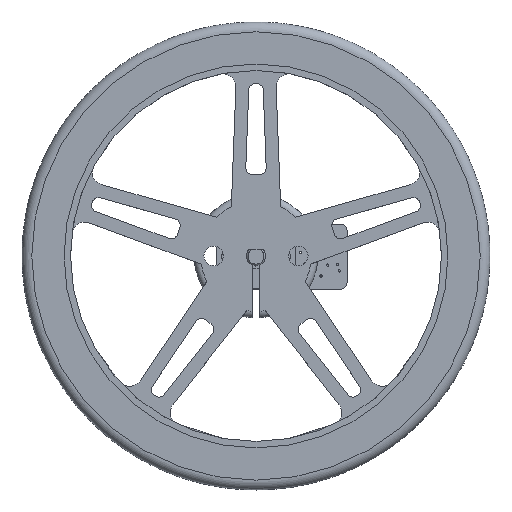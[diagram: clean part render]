
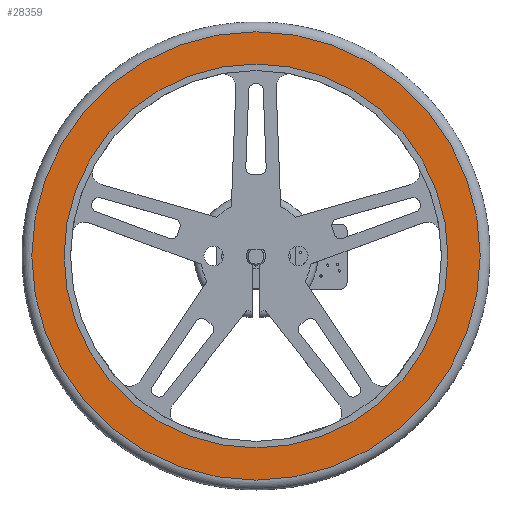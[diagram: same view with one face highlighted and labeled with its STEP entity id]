
A CAD part, top view. The second image highlights one B-rep face of the part: STEP entity #28359.
In plain terms, the highlighted planar face has unit normal (0, 0, 1).
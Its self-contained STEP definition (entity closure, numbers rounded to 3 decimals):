
#377=FACE_BOUND('',#5181,.T.);
#1426=PLANE('',#31855);
#3491=FACE_OUTER_BOUND('',#5180,.T.);
#5180=EDGE_LOOP('',(#26484,#26485));
#5181=EDGE_LOOP('',(#26486));
#6604=CIRCLE('',#31853,34.458);
#6605=CIRCLE('',#31854,34.458);
#6606=CIRCLE('',#31856,29.5);
#15061=VERTEX_POINT('',#49363);
#15062=VERTEX_POINT('',#49365);
#15063=VERTEX_POINT('',#49369);
#19230=EDGE_CURVE('',#15061,#15062,#6604,.T.);
#19231=EDGE_CURVE('',#15062,#15061,#6605,.T.);
#19232=EDGE_CURVE('',#15063,#15063,#6606,.T.);
#26484=ORIENTED_EDGE('',*,*,#19231,.F.);
#26485=ORIENTED_EDGE('',*,*,#19230,.F.);
#26486=ORIENTED_EDGE('',*,*,#19232,.T.);
#28359=ADVANCED_FACE('',(#3491,#377),#1426,.T.);
#31853=AXIS2_PLACEMENT_3D('',#49366,#40412,#40413);
#31854=AXIS2_PLACEMENT_3D('',#49367,#40414,#40415);
#31855=AXIS2_PLACEMENT_3D('',#49368,#40416,#40417);
#31856=AXIS2_PLACEMENT_3D('',#49370,#40418,#40419);
#40412=DIRECTION('center_axis',(0.,0.,
-1.));
#40413=DIRECTION('ref_axis',(0.,1.,0.));
#40414=DIRECTION('center_axis',(0.,0.,
-1.));
#40415=DIRECTION('ref_axis',(0.,1.,0.));
#40416=DIRECTION('center_axis',(0.,0.,1.));
#40417=DIRECTION('ref_axis',(1.,0.,0.));
#40418=DIRECTION('center_axis',(0.,0.,-1.));
#40419=DIRECTION('ref_axis',(0.,-1.,0.));
#49363=CARTESIAN_POINT('',(34.458,0.,8.));
#49365=CARTESIAN_POINT('',(0.,34.458,8.));
#49366=CARTESIAN_POINT('Origin',(0.,0.,8.));
#49367=CARTESIAN_POINT('Origin',(0.,0.,8.));
#49368=CARTESIAN_POINT('Origin',(0.,-34.468,
8.));
#49369=CARTESIAN_POINT('',(0.,29.5,8.));
#49370=CARTESIAN_POINT('Origin',(0.,0.,8.));
